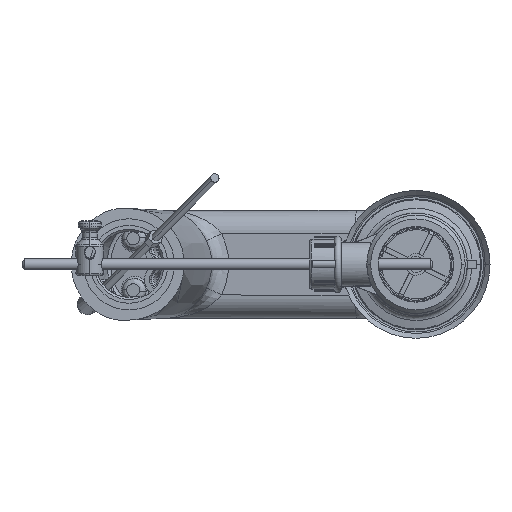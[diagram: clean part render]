
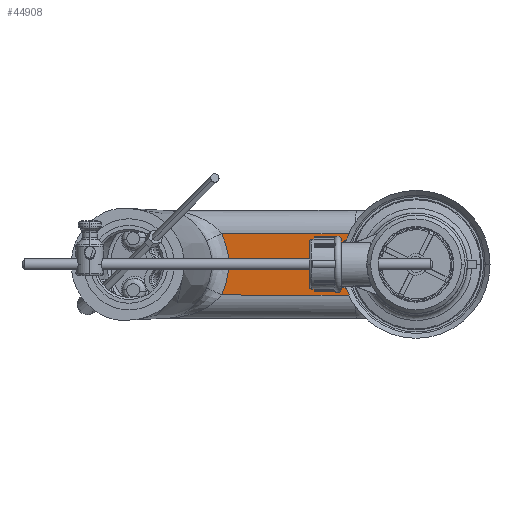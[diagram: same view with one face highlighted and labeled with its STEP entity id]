
A CAD part, front view. The second image highlights one B-rep face of the part: STEP entity #44908.
In plain terms, the highlighted planar face has unit normal (-0.087, -0.996, 0).
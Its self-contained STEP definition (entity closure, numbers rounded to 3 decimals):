
#332 = CARTESIAN_POINT ( 'NONE',  ( -692.847, 82.702, 7.057 ) ) ;
#463 = CARTESIAN_POINT ( 'NONE',  ( -633.551, 77.514, -14.229 ) ) ;
#903 = CARTESIAN_POINT ( 'NONE',  ( -692.097, 82.636, 1.769 ) ) ;
#1126 = CARTESIAN_POINT ( 'NONE',  ( -633.551, 77.514, 30. ) ) ;
#1485 = CARTESIAN_POINT ( 'NONE',  ( -692.206, 82.646, -3.061 ) ) ;
#1650 = ORIENTED_EDGE ( 'NONE', *, *, #16714, .T. ) ;
#2367 = VERTEX_POINT ( 'NONE', #18913 ) ;
#9036 = VERTEX_POINT ( 'NONE', #463 ) ;
#9143 = CARTESIAN_POINT ( 'NONE',  ( -692.053, 82.632, 0.056 ) ) ;
#9730 = CARTESIAN_POINT ( 'NONE',  ( -692.235, 82.648, -3.347 ) ) ;
#10045 = CARTESIAN_POINT ( 'NONE',  ( -674.724, 81.116, -14.197 ) ) ;
#10289 = CARTESIAN_POINT ( 'NONE',  ( -692.816, 82.699, 6.915 ) ) ;
#10873 = CARTESIAN_POINT ( 'NONE',  ( -695.31, 82.917, -14.181 ) ) ;
#11462 = CARTESIAN_POINT ( 'NONE',  ( -692.496, 82.671, 5.295 ) ) ;
#14576 = ORIENTED_EDGE ( 'NONE', *, *, #58953, .T. ) ;
#16671 = EDGE_CURVE ( 'NONE', #39112, #55560, #39572, .T. ) ;
#16714 = EDGE_CURVE ( 'NONE', #106037, #2367, #35354, .T. ) ;
#17919 = CARTESIAN_POINT ( 'NONE',  ( -693.332, 82.744, 9.016 ) ) ;
#18840 = CARTESIAN_POINT ( 'NONE',  ( -633.551, 77.514, -14.229 ) ) ;
#18913 = CARTESIAN_POINT ( 'NONE',  ( -633.551, 77.514, 12.233 ) ) ;
#19092 = CARTESIAN_POINT ( 'NONE',  ( -692.067, 82.634, 0.912 ) ) ;
#19669 = CARTESIAN_POINT ( 'NONE',  ( -692.661, 82.686, 6.183 ) ) ;
#21961 = CARTESIAN_POINT ( 'NONE',  ( -962.277, 106.274, 13.974 ) ) ;
#23105 = CARTESIAN_POINT ( 'NONE',  ( -633.551, 77.514, 12.233 ) ) ;
#23633 = EDGE_CURVE ( 'NONE', #92004, #2367, #88384, .T. ) ;
#24005 = CARTESIAN_POINT ( 'NONE',  ( -633.551, 77.514, -12.233 ) ) ;
#24133 = ORIENTED_EDGE ( 'NONE', *, *, #16671, .T. ) ;
#25710 = CARTESIAN_POINT ( 'NONE',  ( -633.551, 77.514, 14.229 ) ) ;
#26480 = CARTESIAN_POINT ( 'NONE',  ( -654.137, 79.315, -14.213 ) ) ;
#26716 = CARTESIAN_POINT ( 'NONE',  ( -692.646, 82.684, -6.096 ) ) ;
#27240 = DIRECTION ( 'NONE',  ( -0.996, 0.087, 0. ) ) ;
#27868 = CARTESIAN_POINT ( 'NONE',  ( -692.281, 82.652, 3.734 ) ) ;
#28450 = CARTESIAN_POINT ( 'NONE',  ( -692.85, 82.702, -7.067 ) ) ;
#35354 =( BOUNDED_CURVE ( )  B_SPLINE_CURVE ( 3, ( #67575, #47163, #40654, #23105 ),
 .UNSPECIFIED., .F., .F. ) 
 B_SPLINE_CURVE_WITH_KNOTS ( ( 4, 4 ),
 ( 0., 1.518 ),
 .UNSPECIFIED. ) 
 CURVE ( )  GEOMETRIC_REPRESENTATION_ITEM ( )  RATIONAL_B_SPLINE_CURVE ( ( 1., 0.817, 0.817, 1. ) ) 
 REPRESENTATION_ITEM ( '' )  );
#35434 = DIRECTION ( 'NONE',  ( 0.087, 0.996, 0. ) ) ;
#35999 = FACE_OUTER_BOUND ( 'NONE', #78865, .T. ) ;
#36044 = CARTESIAN_POINT ( 'NONE',  ( -692.802, 82.698, -6.852 ) ) ;
#36623 = CARTESIAN_POINT ( 'NONE',  ( -692.803, 82.698, 6.854 ) ) ;
#37198 = CARTESIAN_POINT ( 'NONE',  ( -692.749, 82.693, -6.6 ) ) ;
#37785 = CARTESIAN_POINT ( 'NONE',  ( -692.059, 82.633, -0.788 ) ) ;
#39112 = VERTEX_POINT ( 'NONE', #68505 ) ;
#39572 = B_SPLINE_CURVE_WITH_KNOTS ( 'NONE', 3,
 ( #89314, #81697, #115658, #17919, #45428, #55941, #332, #10289, #36623, #44855, #108046, #19669, #11462, #81113, #27868, #63548, #99264, #55353, #79972, #903, #19092, #71183, #9143, #37785, #109196, #90465, #1485, #9730, #62967, #91043, #91633, #26716, #37198, #36044, #54220, #108636, #28450, #64124, #71743, #107468, #10873 ),
 .UNSPECIFIED., .F., .F.,
 ( 4, 1, 1, 1, 1, 1, 1, 2, 2, 1, 1, 1, 2, 2, 1, 2, 2, 1, 1, 2, 2, 1, 1, 1, 1, 1, 2, 2, 4 ),
 ( 0., 0.125, 0.187, 0.219, 0.234, 0.242, 0.246, 0.248, 0.25, 0.312, 0.344, 0.359, 0.367, 0.375, 0.437, 0.469, 0.5, 0.562, 0.594, 0.609, 0.625, 0.687, 0.719, 0.734, 0.742, 0.746, 0.748, 0.75, 1. ),
 .UNSPECIFIED. ) ;
#40654 = CARTESIAN_POINT ( 'NONE',  ( -640.498, 78.122, 11.867 ) ) ;
#43573 = DIRECTION ( 'NONE',  ( 0., 0., -1. ) ) ;
#44457 = B_SPLINE_CURVE_WITH_KNOTS ( 'NONE', 3,
 ( #18840, #26480, #10045, #45744 ),
 .UNSPECIFIED., .F., .F.,
 ( 4, 4 ),
 ( 0., 1. ),
 .UNSPECIFIED. ) ;
#44855 = CARTESIAN_POINT ( 'NONE',  ( -692.795, 82.697, 6.814 ) ) ;
#44908 = ADVANCED_FACE ( 'NONE', ( #35999 ), #71697, .F. ) ;
#45428 = CARTESIAN_POINT ( 'NONE',  ( -693.043, 82.719, 7.901 ) ) ;
#45744 = CARTESIAN_POINT ( 'NONE',  ( -695.31, 82.917, -14.181 ) ) ;
#46595 = CARTESIAN_POINT ( 'NONE',  ( -633.551, 77.514, -12.233 ) ) ;
#47163 = CARTESIAN_POINT ( 'NONE',  ( -645.284, 78.541, 6.877 ) ) ;
#47351 = VERTEX_POINT ( 'NONE', #24005 ) ;
#50179 = ORIENTED_EDGE ( 'NONE', *, *, #23633, .F. ) ;
#52207 = EDGE_CURVE ( 'NONE', #9036, #55560, #44457, .T. ) ;
#54220 = CARTESIAN_POINT ( 'NONE',  ( -692.83, 82.7, -6.977 ) ) ;
#54436 = DIRECTION ( 'NONE',  ( 0., 0., -1. ) ) ;
#55353 = CARTESIAN_POINT ( 'NONE',  ( -692.231, 82.648, 3.285 ) ) ;
#55560 = VERTEX_POINT ( 'NONE', #65807 ) ;
#55941 = CARTESIAN_POINT ( 'NONE',  ( -692.911, 82.708, 7.339 ) ) ;
#56535 = CARTESIAN_POINT ( 'NONE',  ( -645.284, 78.541, -6.877 ) ) ;
#58953 = EDGE_CURVE ( 'NONE', #47351, #106037, #100167, .T. ) ;
#61859 = ORIENTED_EDGE ( 'NONE', *, *, #67592, .F. ) ;
#62967 = CARTESIAN_POINT ( 'NONE',  ( -692.251, 82.65, -3.488 ) ) ;
#63548 = CARTESIAN_POINT ( 'NONE',  ( -692.256, 82.65, 3.511 ) ) ;
#64124 = CARTESIAN_POINT ( 'NONE',  ( -692.853, 82.703, -7.084 ) ) ;
#65807 = CARTESIAN_POINT ( 'NONE',  ( -695.31, 82.917, -14.181 ) ) ;
#67248 = EDGE_CURVE ( 'NONE', #39112, #92004, #109764, .T. ) ;
#67575 = CARTESIAN_POINT ( 'NONE',  ( -645.284, 78.541, 0. ) ) ;
#67592 = EDGE_CURVE ( 'NONE', #47351, #9036, #88058, .T. ) ;
#68505 = CARTESIAN_POINT ( 'NONE',  ( -695.31, 82.917, 14.181 ) ) ;
#70290 = ORIENTED_EDGE ( 'NONE', *, *, #67248, .F. ) ;
#71183 = CARTESIAN_POINT ( 'NONE',  ( -692.055, 82.633, 0.342 ) ) ;
#71572 = CARTESIAN_POINT ( 'NONE',  ( -645.284, 78.541, 0. ) ) ;
#71697 = PLANE ( 'NONE',  #90900 ) ;
#71743 = CARTESIAN_POINT ( 'NONE',  ( -693.412, 82.751, -9.582 ) ) ;
#78865 = EDGE_LOOP ( 'NONE', ( #61859, #14576, #1650, #50179, #70290, #24133, #79513 ) ) ;
#79513 = ORIENTED_EDGE ( 'NONE', *, *, #52207, .F. ) ;
#79972 = CARTESIAN_POINT ( 'NONE',  ( -692.163, 82.642, 2.633 ) ) ;
#81113 = CARTESIAN_POINT ( 'NONE',  ( -692.346, 82.658, 4.255 ) ) ;
#81697 = CARTESIAN_POINT ( 'NONE',  ( -694.744, 82.868, 13.009 ) ) ;
#82297 = CARTESIAN_POINT ( 'NONE',  ( -645.284, 78.541, 0. ) ) ;
#82873 = CARTESIAN_POINT ( 'NONE',  ( -640.498, 78.122, -11.867 ) ) ;
#86609 = VECTOR ( 'NONE', #111475, 1000. ) ;
#88058 = LINE ( 'NONE', #95672, #112067 ) ;
#88384 = LINE ( 'NONE', #1126, #94520 ) ;
#89314 = CARTESIAN_POINT ( 'NONE',  ( -695.31, 82.917, 14.181 ) ) ;
#90465 = CARTESIAN_POINT ( 'NONE',  ( -692.164, 82.642, -2.633 ) ) ;
#90900 = AXIS2_PLACEMENT_3D ( 'NONE', #107416, #35434, #27240 ) ;
#91043 = CARTESIAN_POINT ( 'NONE',  ( -692.336, 82.657, -4.215 ) ) ;
#91633 = CARTESIAN_POINT ( 'NONE',  ( -692.461, 82.668, -5.085 ) ) ;
#92004 = VERTEX_POINT ( 'NONE', #25710 ) ;
#94520 = VECTOR ( 'NONE', #54436, 1000. ) ;
#95672 = CARTESIAN_POINT ( 'NONE',  ( -633.551, 77.514, 30. ) ) ;
#99264 = CARTESIAN_POINT ( 'NONE',  ( -692.239, 82.649, 3.361 ) ) ;
#100167 =( BOUNDED_CURVE ( )  B_SPLINE_CURVE ( 3, ( #46595, #82873, #56535, #82297 ),
 .UNSPECIFIED., .F., .T. ) 
 B_SPLINE_CURVE_WITH_KNOTS ( ( 4, 4 ),
 ( 4.766, 6.283 ),
 .UNSPECIFIED. ) 
 CURVE ( )  GEOMETRIC_REPRESENTATION_ITEM ( )  RATIONAL_B_SPLINE_CURVE ( ( 1., 0.817, 0.817, 1. ) ) 
 REPRESENTATION_ITEM ( '' )  );
#106037 = VERTEX_POINT ( 'NONE', #71572 ) ;
#107416 = CARTESIAN_POINT ( 'NONE',  ( -723.064, 85.346, 30. ) ) ;
#107468 = CARTESIAN_POINT ( 'NONE',  ( -694.229, 82.823, -11.942 ) ) ;
#108046 = CARTESIAN_POINT ( 'NONE',  ( -692.79, 82.697, 6.792 ) ) ;
#108636 = CARTESIAN_POINT ( 'NONE',  ( -692.842, 82.702, -7.031 ) ) ;
#109196 = CARTESIAN_POINT ( 'NONE',  ( -692.088, 82.636, -1.636 ) ) ;
#109764 = LINE ( 'NONE', #21961, #86609 ) ;
#111475 = DIRECTION ( 'NONE',  ( 0.996, -0.087, 0.001 ) ) ;
#112067 = VECTOR ( 'NONE', #43573, 1000. ) ;
#115658 = CARTESIAN_POINT ( 'NONE',  ( -694.005, 82.803, 11.204 ) ) ;
